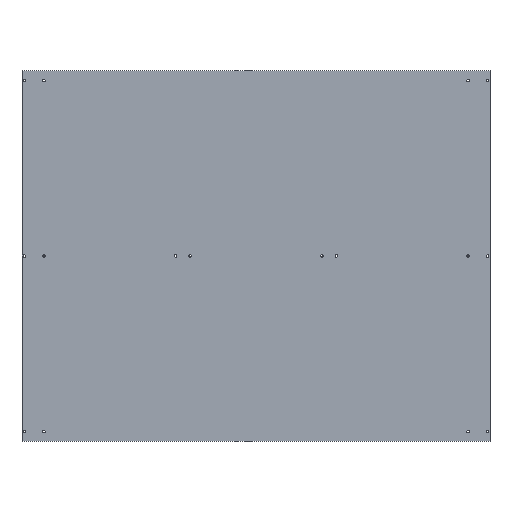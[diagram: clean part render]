
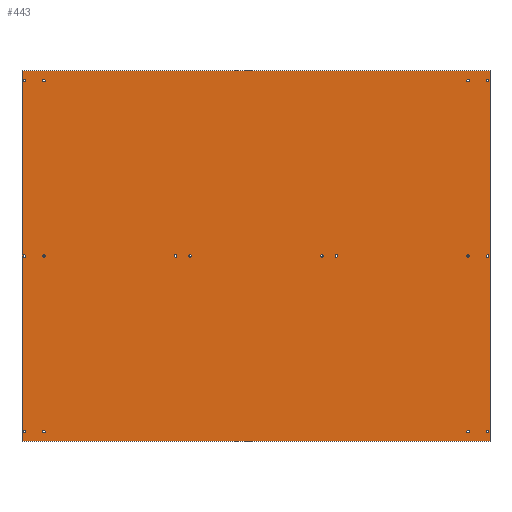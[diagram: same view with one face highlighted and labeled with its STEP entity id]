
A CAD part, front view. The second image highlights one B-rep face of the part: STEP entity #443.
In plain terms, the highlighted planar face has unit normal (0, -1, 0).
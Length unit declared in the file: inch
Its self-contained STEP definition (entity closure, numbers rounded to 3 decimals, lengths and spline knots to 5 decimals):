
#14=LINE('',#729,#26);
#15=LINE('',#731,#27);
#16=LINE('',#733,#28);
#17=LINE('',#734,#29);
#26=VECTOR('',#623,39.37008);
#27=VECTOR('',#624,39.37008);
#28=VECTOR('',#625,39.37008);
#29=VECTOR('',#626,39.37008);
#38=PLANE('',#517);
#60=FACE_BOUND('',#147,.T.);
#61=FACE_BOUND('',#148,.T.);
#62=FACE_BOUND('',#149,.T.);
#63=FACE_BOUND('',#150,.T.);
#64=FACE_BOUND('',#151,.T.);
#65=FACE_BOUND('',#152,.T.);
#66=FACE_BOUND('',#153,.T.);
#67=FACE_BOUND('',#154,.T.);
#68=FACE_BOUND('',#155,.T.);
#69=FACE_BOUND('',#156,.T.);
#70=FACE_BOUND('',#157,.T.);
#71=FACE_BOUND('',#158,.T.);
#72=FACE_BOUND('',#159,.T.);
#73=FACE_BOUND('',#160,.T.);
#74=FACE_BOUND('',#161,.T.);
#75=FACE_BOUND('',#162,.T.);
#108=FACE_OUTER_BOUND('',#146,.T.);
#146=EDGE_LOOP('',(#332,#333,#334,#335));
#147=EDGE_LOOP('',(#336));
#148=EDGE_LOOP('',(#337));
#149=EDGE_LOOP('',(#338));
#150=EDGE_LOOP('',(#339));
#151=EDGE_LOOP('',(#340));
#152=EDGE_LOOP('',(#341));
#153=EDGE_LOOP('',(#342));
#154=EDGE_LOOP('',(#343));
#155=EDGE_LOOP('',(#344));
#156=EDGE_LOOP('',(#345));
#157=EDGE_LOOP('',(#346));
#158=EDGE_LOOP('',(#347));
#159=EDGE_LOOP('',(#348));
#160=EDGE_LOOP('',(#349));
#161=EDGE_LOOP('',(#350));
#162=EDGE_LOOP('',(#351));
#184=CIRCLE('',#470,0.125);
#186=CIRCLE('',#473,0.125);
#189=CIRCLE('',#477,0.125);
#191=CIRCLE('',#480,0.125);
#193=CIRCLE('',#483,0.125);
#195=CIRCLE('',#486,0.125);
#197=CIRCLE('',#489,0.125);
#199=CIRCLE('',#492,0.125);
#201=CIRCLE('',#495,0.125);
#203=CIRCLE('',#498,0.125);
#205=CIRCLE('',#501,0.125);
#207=CIRCLE('',#504,0.125);
#209=CIRCLE('',#507,0.125);
#211=CIRCLE('',#510,0.125);
#212=CIRCLE('',#512,0.125);
#214=CIRCLE('',#515,0.125);
#216=VERTEX_POINT('',#647);
#218=VERTEX_POINT('',#652);
#221=VERTEX_POINT('',#659);
#223=VERTEX_POINT('',#664);
#225=VERTEX_POINT('',#669);
#227=VERTEX_POINT('',#674);
#229=VERTEX_POINT('',#679);
#231=VERTEX_POINT('',#684);
#233=VERTEX_POINT('',#689);
#235=VERTEX_POINT('',#694);
#237=VERTEX_POINT('',#699);
#239=VERTEX_POINT('',#704);
#241=VERTEX_POINT('',#709);
#243=VERTEX_POINT('',#714);
#244=VERTEX_POINT('',#717);
#246=VERTEX_POINT('',#722);
#248=VERTEX_POINT('',#727);
#249=VERTEX_POINT('',#728);
#250=VERTEX_POINT('',#730);
#251=VERTEX_POINT('',#732);
#256=EDGE_CURVE('',#216,#216,#184,.T.);
#258=EDGE_CURVE('',#218,#218,#186,.T.);
#261=EDGE_CURVE('',#221,#221,#189,.T.);
#263=EDGE_CURVE('',#223,#223,#191,.T.);
#265=EDGE_CURVE('',#225,#225,#193,.T.);
#267=EDGE_CURVE('',#227,#227,#195,.T.);
#269=EDGE_CURVE('',#229,#229,#197,.T.);
#271=EDGE_CURVE('',#231,#231,#199,.T.);
#273=EDGE_CURVE('',#233,#233,#201,.T.);
#275=EDGE_CURVE('',#235,#235,#203,.T.);
#277=EDGE_CURVE('',#237,#237,#205,.T.);
#279=EDGE_CURVE('',#239,#239,#207,.T.);
#281=EDGE_CURVE('',#241,#241,#209,.T.);
#283=EDGE_CURVE('',#243,#243,#211,.T.);
#284=EDGE_CURVE('',#244,#244,#212,.T.);
#286=EDGE_CURVE('',#246,#246,#214,.T.);
#288=EDGE_CURVE('',#248,#249,#14,.T.);
#289=EDGE_CURVE('',#250,#248,#15,.T.);
#290=EDGE_CURVE('',#251,#250,#16,.T.);
#291=EDGE_CURVE('',#249,#251,#17,.T.);
#332=ORIENTED_EDGE('',*,*,#288,.F.);
#333=ORIENTED_EDGE('',*,*,#289,.F.);
#334=ORIENTED_EDGE('',*,*,#290,.F.);
#335=ORIENTED_EDGE('',*,*,#291,.F.);
#336=ORIENTED_EDGE('',*,*,#273,.F.);
#337=ORIENTED_EDGE('',*,*,#275,.F.);
#338=ORIENTED_EDGE('',*,*,#277,.F.);
#339=ORIENTED_EDGE('',*,*,#279,.F.);
#340=ORIENTED_EDGE('',*,*,#281,.F.);
#341=ORIENTED_EDGE('',*,*,#283,.F.);
#342=ORIENTED_EDGE('',*,*,#284,.F.);
#343=ORIENTED_EDGE('',*,*,#286,.F.);
#344=ORIENTED_EDGE('',*,*,#256,.F.);
#345=ORIENTED_EDGE('',*,*,#258,.F.);
#346=ORIENTED_EDGE('',*,*,#261,.F.);
#347=ORIENTED_EDGE('',*,*,#263,.F.);
#348=ORIENTED_EDGE('',*,*,#265,.F.);
#349=ORIENTED_EDGE('',*,*,#267,.F.);
#350=ORIENTED_EDGE('',*,*,#269,.F.);
#351=ORIENTED_EDGE('',*,*,#271,.F.);
#443=ADVANCED_FACE('',(#108,#60,#61,#62,#63,#64,#65,#66,#67,#68,#69,#70,
#71,#72,#73,#74,#75),#38,.F.);
#470=AXIS2_PLACEMENT_3D('',#648,#527,#528);
#473=AXIS2_PLACEMENT_3D('',#653,#533,#534);
#477=AXIS2_PLACEMENT_3D('',#660,#541,#542);
#480=AXIS2_PLACEMENT_3D('',#665,#547,#548);
#483=AXIS2_PLACEMENT_3D('',#670,#553,#554);
#486=AXIS2_PLACEMENT_3D('',#675,#559,#560);
#489=AXIS2_PLACEMENT_3D('',#680,#565,#566);
#492=AXIS2_PLACEMENT_3D('',#685,#571,#572);
#495=AXIS2_PLACEMENT_3D('',#690,#577,#578);
#498=AXIS2_PLACEMENT_3D('',#695,#583,#584);
#501=AXIS2_PLACEMENT_3D('',#700,#589,#590);
#504=AXIS2_PLACEMENT_3D('',#705,#595,#596);
#507=AXIS2_PLACEMENT_3D('',#710,#601,#602);
#510=AXIS2_PLACEMENT_3D('',#715,#607,#608);
#512=AXIS2_PLACEMENT_3D('',#718,#611,#612);
#515=AXIS2_PLACEMENT_3D('',#723,#617,#618);
#517=AXIS2_PLACEMENT_3D('',#726,#621,#622);
#527=DIRECTION('center_axis',(0.,-1.,0.));
#528=DIRECTION('ref_axis',(0.,0.,1.));
#533=DIRECTION('center_axis',(0.,-1.,0.));
#534=DIRECTION('ref_axis',(0.,0.,1.));
#541=DIRECTION('center_axis',(0.,-1.,0.));
#542=DIRECTION('ref_axis',(0.,0.,-1.));
#547=DIRECTION('center_axis',(0.,-1.,0.));
#548=DIRECTION('ref_axis',(0.,0.,-1.));
#553=DIRECTION('center_axis',(0.,-1.,0.));
#554=DIRECTION('ref_axis',(0.,0.,-1.));
#559=DIRECTION('center_axis',(0.,-1.,0.));
#560=DIRECTION('ref_axis',(0.,0.,-1.));
#565=DIRECTION('center_axis',(0.,-1.,0.));
#566=DIRECTION('ref_axis',(0.,0.,-1.));
#571=DIRECTION('center_axis',(0.,-1.,0.));
#572=DIRECTION('ref_axis',(0.,0.,-1.));
#577=DIRECTION('center_axis',(0.,-1.,0.));
#578=DIRECTION('ref_axis',(0.,0.,-1.));
#583=DIRECTION('center_axis',(0.,-1.,0.));
#584=DIRECTION('ref_axis',(0.,0.,-1.));
#589=DIRECTION('center_axis',(0.,-1.,0.));
#590=DIRECTION('ref_axis',(0.,0.,-1.));
#595=DIRECTION('center_axis',(0.,-1.,0.));
#596=DIRECTION('ref_axis',(0.,0.,-1.));
#601=DIRECTION('center_axis',(0.,-1.,0.));
#602=DIRECTION('ref_axis',(0.,0.,-1.));
#607=DIRECTION('center_axis',(0.,-1.,0.));
#608=DIRECTION('ref_axis',(0.,0.,-1.));
#611=DIRECTION('center_axis',(0.,-1.,0.));
#612=DIRECTION('ref_axis',(0.,0.,1.));
#617=DIRECTION('center_axis',(0.,-1.,0.));
#618=DIRECTION('ref_axis',(0.,0.,1.));
#621=DIRECTION('center_axis',(0.,1.,0.));
#622=DIRECTION('ref_axis',(0.,0.,1.));
#623=DIRECTION('',(1.,0.,0.));
#624=DIRECTION('',(0.,0.,1.));
#625=DIRECTION('',(-1.,0.,0.));
#626=DIRECTION('',(0.,0.,-1.));
#647=CARTESIAN_POINT('',(-6.75,-0.875,34.625));
#648=CARTESIAN_POINT('Origin',(-6.75,-0.875,34.5));
#652=CARTESIAN_POINT('',(-8.25,-0.875,34.625));
#653=CARTESIAN_POINT('Origin',(-8.25,-0.875,34.5));
#659=CARTESIAN_POINT('',(-23.75,-0.875,34.375));
#660=CARTESIAN_POINT('Origin',(-23.75,-0.875,34.5));
#664=CARTESIAN_POINT('',(-23.75,-0.875,52.375));
#665=CARTESIAN_POINT('Origin',(-23.75,-0.875,52.5));
#669=CARTESIAN_POINT('',(-21.75,-0.875,52.375));
#670=CARTESIAN_POINT('Origin',(-21.75,-0.875,52.5));
#674=CARTESIAN_POINT('',(23.75,-0.875,16.375));
#675=CARTESIAN_POINT('Origin',(23.75,-0.875,16.5));
#679=CARTESIAN_POINT('',(21.75,-0.875,16.375));
#680=CARTESIAN_POINT('Origin',(21.75,-0.875,16.5));
#684=CARTESIAN_POINT('',(-21.75,-0.875,34.375));
#685=CARTESIAN_POINT('Origin',(-21.75,-0.875,34.5));
#689=CARTESIAN_POINT('',(21.75,-0.875,52.375));
#690=CARTESIAN_POINT('Origin',(21.75,-0.875,52.5));
#694=CARTESIAN_POINT('',(-23.75,-0.875,16.375));
#695=CARTESIAN_POINT('Origin',(-23.75,-0.875,16.5));
#699=CARTESIAN_POINT('',(-21.75,-0.875,16.375));
#700=CARTESIAN_POINT('Origin',(-21.75,-0.875,16.5));
#704=CARTESIAN_POINT('',(23.75,-0.875,52.375));
#705=CARTESIAN_POINT('Origin',(23.75,-0.875,52.5));
#709=CARTESIAN_POINT('',(23.75,-0.875,34.375));
#710=CARTESIAN_POINT('Origin',(23.75,-0.875,34.5));
#714=CARTESIAN_POINT('',(21.75,-0.875,34.375));
#715=CARTESIAN_POINT('Origin',(21.75,-0.875,34.5));
#717=CARTESIAN_POINT('',(8.25,-0.875,34.625));
#718=CARTESIAN_POINT('Origin',(8.25,-0.875,34.5));
#722=CARTESIAN_POINT('',(6.75,-0.875,34.625));
#723=CARTESIAN_POINT('Origin',(6.75,-0.875,34.5));
#726=CARTESIAN_POINT('Origin',(0.,-0.875,34.375));
#727=CARTESIAN_POINT('',(-24.,-0.875,53.5));
#728=CARTESIAN_POINT('',(24.,-0.875,53.5));
#729=CARTESIAN_POINT('',(0.,-0.875,53.5));
#730=CARTESIAN_POINT('',(-24.,-0.875,15.5));
#731=CARTESIAN_POINT('',(-24.,-0.875,34.375));
#732=CARTESIAN_POINT('',(24.,-0.875,15.5));
#733=CARTESIAN_POINT('',(0.,-0.875,15.5));
#734=CARTESIAN_POINT('',(24.,-0.875,34.375));
